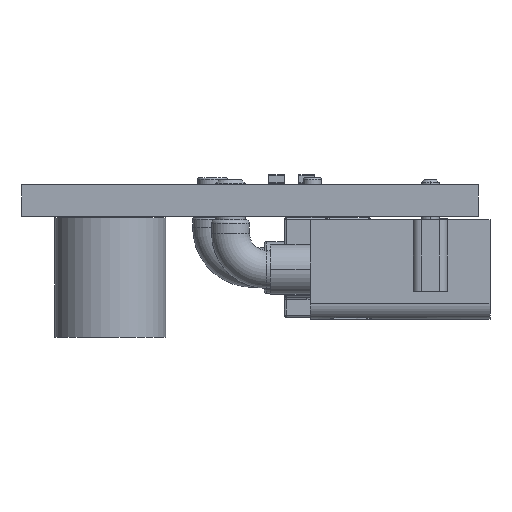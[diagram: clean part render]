
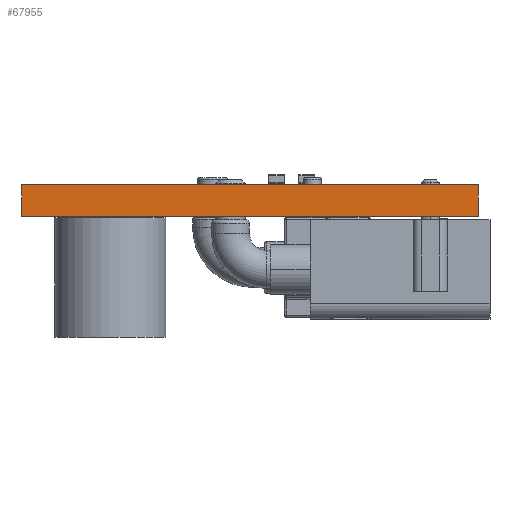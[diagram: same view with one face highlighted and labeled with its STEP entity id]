
A CAD part, left-side view. The second image highlights one B-rep face of the part: STEP entity #67955.
In plain terms, the highlighted planar face has unit normal (-1, 0, 0).
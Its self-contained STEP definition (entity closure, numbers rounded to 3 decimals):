
#67774 = PLANE('',#67775);
#67775 = AXIS2_PLACEMENT_3D('',#67776,#67777,#67778);
#67776 = CARTESIAN_POINT('',(16.51,-11.43,0.));
#67777 = DIRECTION('',(0.,-1.,0.));
#67778 = DIRECTION('',(-1.,0.,0.));
#67799 = VERTEX_POINT('',#67800);
#67800 = CARTESIAN_POINT('',(-16.51,-11.43,1.6));
#67814 = PLANE('',#67815);
#67815 = AXIS2_PLACEMENT_3D('',#67816,#67817,#67818);
#67816 = CARTESIAN_POINT('',(0.,0.,1.6));
#67817 = DIRECTION('',(-0.,-0.,-1.));
#67818 = DIRECTION('',(-1.,0.,0.));
#67826 = EDGE_CURVE('',#67827,#67799,#67829,.T.);
#67827 = VERTEX_POINT('',#67828);
#67828 = CARTESIAN_POINT('',(-16.51,-11.43,0.));
#67829 = SURFACE_CURVE('',#67830,(#67834,#67841),.PCURVE_S1.);
#67830 = LINE('',#67831,#67832);
#67831 = CARTESIAN_POINT('',(-16.51,-11.43,0.));
#67832 = VECTOR('',#67833,1.);
#67833 = DIRECTION('',(0.,0.,1.));
#67834 = PCURVE('',#67774,#67835);
#67835 = DEFINITIONAL_REPRESENTATION('',(#67836),#67840);
#67836 = LINE('',#67837,#67838);
#67837 = CARTESIAN_POINT('',(33.02,0.));
#67838 = VECTOR('',#67839,1.);
#67839 = DIRECTION('',(0.,-1.));
#67840 = ( GEOMETRIC_REPRESENTATION_CONTEXT(2) 
PARAMETRIC_REPRESENTATION_CONTEXT() REPRESENTATION_CONTEXT('2D SPACE',''
  ) );
#67841 = PCURVE('',#67842,#67847);
#67842 = PLANE('',#67843);
#67843 = AXIS2_PLACEMENT_3D('',#67844,#67845,#67846);
#67844 = CARTESIAN_POINT('',(-16.51,-11.43,0.));
#67845 = DIRECTION('',(-1.,0.,0.));
#67846 = DIRECTION('',(0.,1.,0.));
#67847 = DEFINITIONAL_REPRESENTATION('',(#67848),#67852);
#67848 = LINE('',#67849,#67850);
#67849 = CARTESIAN_POINT('',(0.,0.));
#67850 = VECTOR('',#67851,1.);
#67851 = DIRECTION('',(0.,-1.));
#67852 = ( GEOMETRIC_REPRESENTATION_CONTEXT(2) 
PARAMETRIC_REPRESENTATION_CONTEXT() REPRESENTATION_CONTEXT('2D SPACE',''
  ) );
#67868 = PLANE('',#67869);
#67869 = AXIS2_PLACEMENT_3D('',#67870,#67871,#67872);
#67870 = CARTESIAN_POINT('',(0.,0.,0.));
#67871 = DIRECTION('',(-0.,-0.,-1.));
#67872 = DIRECTION('',(-1.,0.,0.));
#67901 = PLANE('',#67902);
#67902 = AXIS2_PLACEMENT_3D('',#67903,#67904,#67905);
#67903 = CARTESIAN_POINT('',(-16.51,11.43,0.));
#67904 = DIRECTION('',(0.,1.,0.));
#67905 = DIRECTION('',(1.,0.,0.));
#67955 = ADVANCED_FACE('',(#67956),#67842,.T.);
#67956 = FACE_BOUND('',#67957,.T.);
#67957 = EDGE_LOOP('',(#67958,#67959,#67982,#68005));
#67958 = ORIENTED_EDGE('',*,*,#67826,.T.);
#67959 = ORIENTED_EDGE('',*,*,#67960,.T.);
#67960 = EDGE_CURVE('',#67799,#67961,#67963,.T.);
#67961 = VERTEX_POINT('',#67962);
#67962 = CARTESIAN_POINT('',(-16.51,11.43,1.6));
#67963 = SURFACE_CURVE('',#67964,(#67968,#67975),.PCURVE_S1.);
#67964 = LINE('',#67965,#67966);
#67965 = CARTESIAN_POINT('',(-16.51,-11.43,1.6));
#67966 = VECTOR('',#67967,1.);
#67967 = DIRECTION('',(0.,1.,0.));
#67968 = PCURVE('',#67842,#67969);
#67969 = DEFINITIONAL_REPRESENTATION('',(#67970),#67974);
#67970 = LINE('',#67971,#67972);
#67971 = CARTESIAN_POINT('',(0.,-1.6));
#67972 = VECTOR('',#67973,1.);
#67973 = DIRECTION('',(1.,0.));
#67974 = ( GEOMETRIC_REPRESENTATION_CONTEXT(2) 
PARAMETRIC_REPRESENTATION_CONTEXT() REPRESENTATION_CONTEXT('2D SPACE',''
  ) );
#67975 = PCURVE('',#67814,#67976);
#67976 = DEFINITIONAL_REPRESENTATION('',(#67977),#67981);
#67977 = LINE('',#67978,#67979);
#67978 = CARTESIAN_POINT('',(16.51,-11.43));
#67979 = VECTOR('',#67980,1.);
#67980 = DIRECTION('',(0.,1.));
#67981 = ( GEOMETRIC_REPRESENTATION_CONTEXT(2) 
PARAMETRIC_REPRESENTATION_CONTEXT() REPRESENTATION_CONTEXT('2D SPACE',''
  ) );
#67982 = ORIENTED_EDGE('',*,*,#67983,.F.);
#67983 = EDGE_CURVE('',#67984,#67961,#67986,.T.);
#67984 = VERTEX_POINT('',#67985);
#67985 = CARTESIAN_POINT('',(-16.51,11.43,0.));
#67986 = SURFACE_CURVE('',#67987,(#67991,#67998),.PCURVE_S1.);
#67987 = LINE('',#67988,#67989);
#67988 = CARTESIAN_POINT('',(-16.51,11.43,0.));
#67989 = VECTOR('',#67990,1.);
#67990 = DIRECTION('',(0.,0.,1.));
#67991 = PCURVE('',#67842,#67992);
#67992 = DEFINITIONAL_REPRESENTATION('',(#67993),#67997);
#67993 = LINE('',#67994,#67995);
#67994 = CARTESIAN_POINT('',(22.86,0.));
#67995 = VECTOR('',#67996,1.);
#67996 = DIRECTION('',(0.,-1.));
#67997 = ( GEOMETRIC_REPRESENTATION_CONTEXT(2) 
PARAMETRIC_REPRESENTATION_CONTEXT() REPRESENTATION_CONTEXT('2D SPACE',''
  ) );
#67998 = PCURVE('',#67901,#67999);
#67999 = DEFINITIONAL_REPRESENTATION('',(#68000),#68004);
#68000 = LINE('',#68001,#68002);
#68001 = CARTESIAN_POINT('',(0.,0.));
#68002 = VECTOR('',#68003,1.);
#68003 = DIRECTION('',(0.,-1.));
#68004 = ( GEOMETRIC_REPRESENTATION_CONTEXT(2) 
PARAMETRIC_REPRESENTATION_CONTEXT() REPRESENTATION_CONTEXT('2D SPACE',''
  ) );
#68005 = ORIENTED_EDGE('',*,*,#68006,.F.);
#68006 = EDGE_CURVE('',#67827,#67984,#68007,.T.);
#68007 = SURFACE_CURVE('',#68008,(#68012,#68019),.PCURVE_S1.);
#68008 = LINE('',#68009,#68010);
#68009 = CARTESIAN_POINT('',(-16.51,-11.43,0.));
#68010 = VECTOR('',#68011,1.);
#68011 = DIRECTION('',(0.,1.,0.));
#68012 = PCURVE('',#67842,#68013);
#68013 = DEFINITIONAL_REPRESENTATION('',(#68014),#68018);
#68014 = LINE('',#68015,#68016);
#68015 = CARTESIAN_POINT('',(0.,0.));
#68016 = VECTOR('',#68017,1.);
#68017 = DIRECTION('',(1.,0.));
#68018 = ( GEOMETRIC_REPRESENTATION_CONTEXT(2) 
PARAMETRIC_REPRESENTATION_CONTEXT() REPRESENTATION_CONTEXT('2D SPACE',''
  ) );
#68019 = PCURVE('',#67868,#68020);
#68020 = DEFINITIONAL_REPRESENTATION('',(#68021),#68025);
#68021 = LINE('',#68022,#68023);
#68022 = CARTESIAN_POINT('',(16.51,-11.43));
#68023 = VECTOR('',#68024,1.);
#68024 = DIRECTION('',(0.,1.));
#68025 = ( GEOMETRIC_REPRESENTATION_CONTEXT(2) 
PARAMETRIC_REPRESENTATION_CONTEXT() REPRESENTATION_CONTEXT('2D SPACE',''
  ) );
